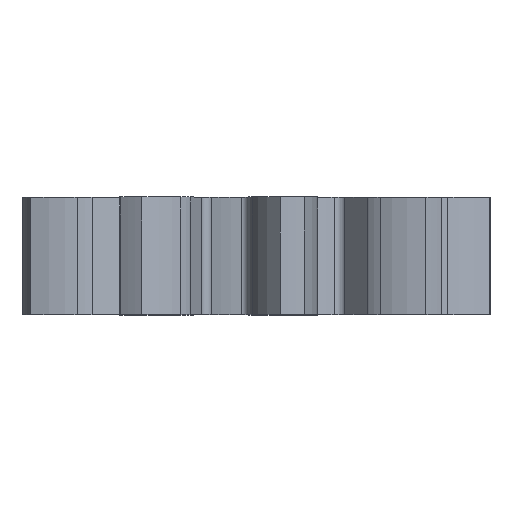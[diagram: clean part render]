
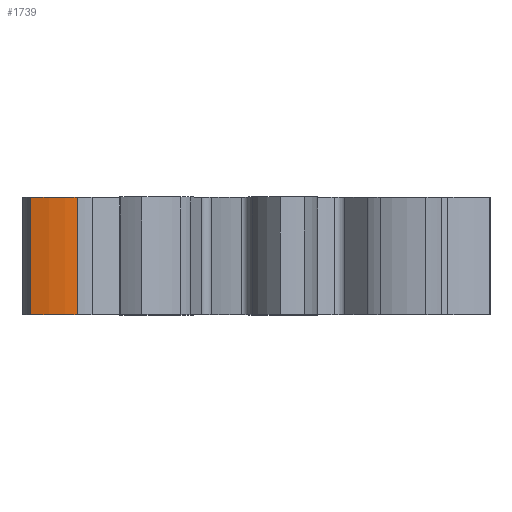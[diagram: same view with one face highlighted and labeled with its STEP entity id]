
A CAD part, top view. The second image highlights one B-rep face of the part: STEP entity #1739.
In plain terms, the highlighted free-form (B-spline) face has degree [3, 1] with [4, 2] control points.
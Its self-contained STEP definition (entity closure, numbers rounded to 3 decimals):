
#47=B_SPLINE_CURVE_WITH_KNOTS('',3,(#2737,#2738,#2739,#2740),
 .UNSPECIFIED.,.F.,.F.,(4,4),(0.,1.),.UNSPECIFIED.);
#48=B_SPLINE_CURVE_WITH_KNOTS('',3,(#2742,#2743,#2744,#2745),
 .UNSPECIFIED.,.F.,.F.,(4,4),(0.,1.),.UNSPECIFIED.);
#106=B_SPLINE_SURFACE_WITH_KNOTS('',3,1,((#2728,#2729),(#2730,#2731),(#2732,
#2733),(#2734,#2735)),.UNSPECIFIED.,.F.,.F.,.F.,(4,4),(2,2),(0.,1.),(0.,
0.6),.UNSPECIFIED.);
#185=FACE_OUTER_BOUND('',#278,.T.);
#278=EDGE_LOOP('',(#1264,#1265,#1266,#1267));
#387=LINE('',#2727,#514);
#388=LINE('',#2746,#515);
#514=VECTOR('',#2107,10.);
#515=VECTOR('',#2108,10.);
#737=VERTEX_POINT('',#2717);
#738=VERTEX_POINT('',#2722);
#739=VERTEX_POINT('',#2736);
#740=VERTEX_POINT('',#2741);
#955=EDGE_CURVE('',#737,#738,#387,.T.);
#956=EDGE_CURVE('',#739,#737,#47,.T.);
#957=EDGE_CURVE('',#740,#738,#48,.T.);
#958=EDGE_CURVE('',#739,#740,#388,.T.);
#1264=ORIENTED_EDGE('',*,*,#956,.T.);
#1265=ORIENTED_EDGE('',*,*,#955,.T.);
#1266=ORIENTED_EDGE('',*,*,#957,.F.);
#1267=ORIENTED_EDGE('',*,*,#958,.F.);
#1739=ADVANCED_FACE('',(#185),#106,.T.);
#2107=DIRECTION('',(0.,1.,0.));
#2108=DIRECTION('',(0.,1.,0.));
#2717=CARTESIAN_POINT('',(-8.876,0.,5.032));
#2722=CARTESIAN_POINT('',(-8.876,6.,5.032));
#2727=CARTESIAN_POINT('',(-8.876,0.,5.032));
#2728=CARTESIAN_POINT('Ctrl Pts',(-11.258,0.,4.767));
#2729=CARTESIAN_POINT('Ctrl Pts',(-11.258,6.,4.767));
#2730=CARTESIAN_POINT('Ctrl Pts',(-10.215,0.,5.078));
#2731=CARTESIAN_POINT('Ctrl Pts',(-10.215,6.,5.078));
#2732=CARTESIAN_POINT('Ctrl Pts',(-9.414,0.,5.094));
#2733=CARTESIAN_POINT('Ctrl Pts',(-9.414,6.,5.094));
#2734=CARTESIAN_POINT('Ctrl Pts',(-8.876,0.,5.032));
#2735=CARTESIAN_POINT('Ctrl Pts',(-8.876,6.,5.032));
#2736=CARTESIAN_POINT('',(-11.258,0.,4.767));
#2737=CARTESIAN_POINT('Ctrl Pts',(-11.258,0.,4.767));
#2738=CARTESIAN_POINT('Ctrl Pts',(-10.215,0.,5.078));
#2739=CARTESIAN_POINT('Ctrl Pts',(-9.414,0.,5.094));
#2740=CARTESIAN_POINT('Ctrl Pts',(-8.876,0.,5.032));
#2741=CARTESIAN_POINT('',(-11.258,6.,4.767));
#2742=CARTESIAN_POINT('Ctrl Pts',(-11.258,6.,4.767));
#2743=CARTESIAN_POINT('Ctrl Pts',(-10.215,6.,5.078));
#2744=CARTESIAN_POINT('Ctrl Pts',(-9.414,6.,5.094));
#2745=CARTESIAN_POINT('Ctrl Pts',(-8.876,6.,5.032));
#2746=CARTESIAN_POINT('',(-11.258,0.,4.767));
